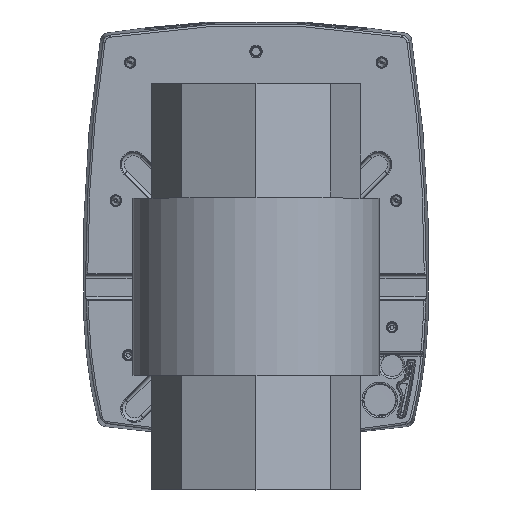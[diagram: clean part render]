
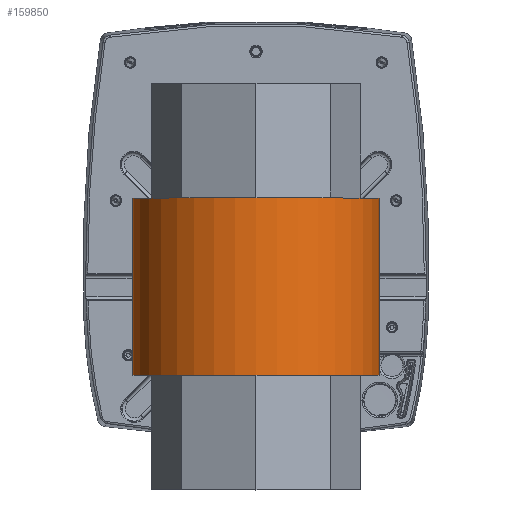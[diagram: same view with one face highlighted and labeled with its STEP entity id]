
A CAD part, top view. The second image highlights one B-rep face of the part: STEP entity #159850.
In plain terms, the highlighted cylindrical face has radius 30 mm (diameter 60 mm), a partial arc.
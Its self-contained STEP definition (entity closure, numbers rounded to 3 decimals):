
#158959=DIRECTION('',(0.,0.,-1.));
#158960=VECTOR('',#158959,43.);
#158961=CARTESIAN_POINT('',(-30.,0.,21.5));
#158962=LINE('',#158961,#158960);
#159008=CARTESIAN_POINT('',(0.,0.,21.5));
#159009=DIRECTION('',(0.,0.,-1.));
#159010=DIRECTION('',(1.,0.,0.));
#159011=AXIS2_PLACEMENT_3D('',#159008,#159009,#159010);
#159045=DIRECTION('',(0.,0.,-1.));
#159046=VECTOR('',#159045,43.);
#159047=CARTESIAN_POINT('',(30.,0.,21.5));
#159048=LINE('',#159047,#159046);
#159049=CARTESIAN_POINT('',(0.,0.,-21.5));
#159050=DIRECTION('',(0.,0.,1.));
#159051=DIRECTION('',(-1.,0.,0.));
#159052=AXIS2_PLACEMENT_3D('',#159049,#159050,#159051);
#159329=CARTESIAN_POINT('',(-30.,0.,21.5));
#159330=CARTESIAN_POINT('',(30.,0.,21.5));
#159331=VERTEX_POINT('',#159329);
#159332=VERTEX_POINT('',#159330);
#159333=CARTESIAN_POINT('',(-30.,0.,-21.5));
#159334=VERTEX_POINT('',#159333);
#159335=CARTESIAN_POINT('',(30.,0.,-21.5));
#159336=VERTEX_POINT('',#159335);
#159838=CARTESIAN_POINT('',(0.,0.,0.));
#159839=DIRECTION('',(0.,0.,1.));
#159840=DIRECTION('',(-1.,0.,0.));
#159841=AXIS2_PLACEMENT_3D('',#159838,#159839,#159840);
#159842=CYLINDRICAL_SURFACE('',#159841,30.);
#159843=ORIENTED_EDGE('',*,*,#159815,.F.);
#159844=ORIENTED_EDGE('',*,*,#159799,.T.);
#159846=ORIENTED_EDGE('',*,*,#159845,.F.);
#159847=ORIENTED_EDGE('',*,*,#159795,.F.);
#159848=EDGE_LOOP('',(#159843,#159844,#159846,#159847));
#159849=FACE_OUTER_BOUND('',#159848,.F.);
#159850=ADVANCED_FACE('',(#159849),#159842,.T.);
#159012=CIRCLE('',#159011,30.);
#159053=CIRCLE('',#159052,30.);
#159795=EDGE_CURVE('',#159331,#159334,#158962,.T.);
#159799=EDGE_CURVE('',#159332,#159336,#159048,.T.);
#159815=EDGE_CURVE('',#159332,#159331,#159012,.T.);
#159845=EDGE_CURVE('',#159334,#159336,#159053,.T.);
